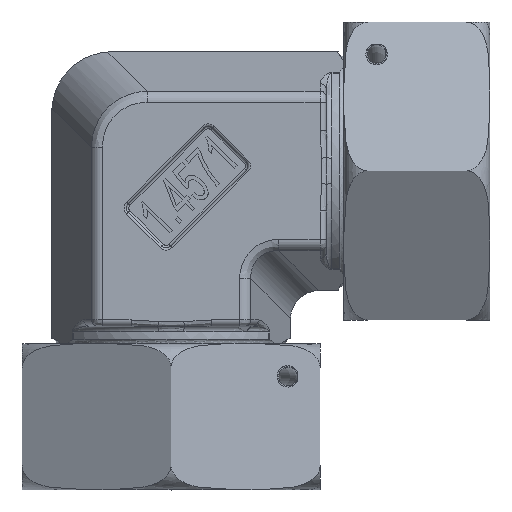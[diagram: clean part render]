
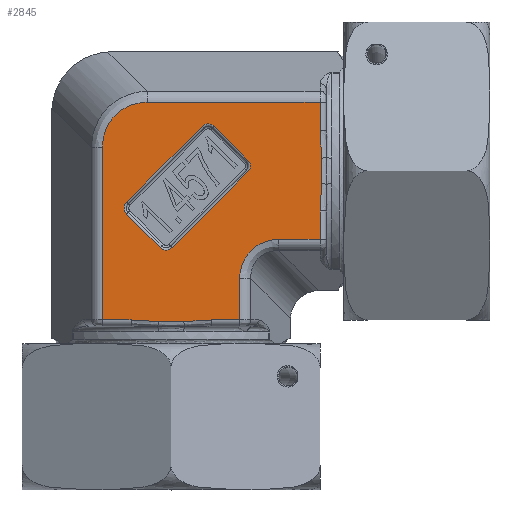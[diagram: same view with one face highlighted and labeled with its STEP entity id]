
A CAD part, top view. The second image highlights one B-rep face of the part: STEP entity #2845.
In plain terms, the highlighted planar face has unit normal (0, 0, 1).
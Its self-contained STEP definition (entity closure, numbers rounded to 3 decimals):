
#224=ELLIPSE('',#13491,7.873,7.);
#225=ELLIPSE('',#13492,8.998,8.);
#1461=LINE('',#23632,#2127);
#1462=LINE('',#23637,#2128);
#1463=LINE('',#23641,#2129);
#1464=LINE('',#23645,#2130);
#1465=LINE('',#23657,#2131);
#1466=LINE('',#23659,#2132);
#1467=LINE('',#23663,#2133);
#1468=LINE('',#23665,#2134);
#1469=LINE('',#23688,#2135);
#1470=LINE('',#23690,#2136);
#1471=LINE('',#23694,#2137);
#1472=LINE('',#23696,#2138);
#2127=VECTOR('',#15376,1.);
#2128=VECTOR('',#15379,1.);
#2129=VECTOR('',#15382,1.);
#2130=VECTOR('',#15385,1.);
#2131=VECTOR('',#15388,1.);
#2132=VECTOR('',#15389,1.);
#2133=VECTOR('',#15392,1.);
#2134=VECTOR('',#15393,1.);
#2135=VECTOR('',#15394,1.);
#2136=VECTOR('',#15395,1.);
#2137=VECTOR('',#15398,1.);
#2138=VECTOR('',#15399,1.);
#2845=ADVANCED_FACE('',(#3979,#3980),#3503,.T.);
#3503=PLANE('',#13493);
#3693=CIRCLE('',#13487,1.4);
#3694=CIRCLE('',#13488,1.4);
#3695=CIRCLE('',#13489,1.4);
#3696=CIRCLE('',#13490,1.4);
#3979=FACE_BOUND('',#4573,.T.);
#3980=FACE_BOUND('',#4574,.T.);
#4573=EDGE_LOOP('',(#7450,#7451,#7452,#7453,#7454,#7455,#7456,#7457));
#4574=EDGE_LOOP('',(#7458,#7459,#7460,#7461,#7462,#7463,#7464,#7465,#7466,
#7467,#7468,#7469,#7470,#7471,#7472,#7473));
#7450=ORIENTED_EDGE('',*,*,#11340,.T.);
#7451=ORIENTED_EDGE('',*,*,#11341,.T.);
#7452=ORIENTED_EDGE('',*,*,#11342,.T.);
#7453=ORIENTED_EDGE('',*,*,#11343,.T.);
#7454=ORIENTED_EDGE('',*,*,#11344,.T.);
#7455=ORIENTED_EDGE('',*,*,#11345,.T.);
#7456=ORIENTED_EDGE('',*,*,#11346,.T.);
#7457=ORIENTED_EDGE('',*,*,#11347,.T.);
#7458=ORIENTED_EDGE('',*,*,#11348,.T.);
#7459=ORIENTED_EDGE('',*,*,#11349,.T.);
#7460=ORIENTED_EDGE('',*,*,#11350,.T.);
#7461=ORIENTED_EDGE('',*,*,#11351,.T.);
#7462=ORIENTED_EDGE('',*,*,#11352,.T.);
#7463=ORIENTED_EDGE('',*,*,#11353,.T.);
#7464=ORIENTED_EDGE('',*,*,#11354,.T.);
#7465=ORIENTED_EDGE('',*,*,#11355,.T.);
#7466=ORIENTED_EDGE('',*,*,#11356,.T.);
#7467=ORIENTED_EDGE('',*,*,#11357,.T.);
#7468=ORIENTED_EDGE('',*,*,#11358,.T.);
#7469=ORIENTED_EDGE('',*,*,#11359,.F.);
#7470=ORIENTED_EDGE('',*,*,#11360,.F.);
#7471=ORIENTED_EDGE('',*,*,#11361,.T.);
#7472=ORIENTED_EDGE('',*,*,#11362,.T.);
#7473=ORIENTED_EDGE('',*,*,#11363,.T.);
#9680=VERTEX_POINT('',#23633);
#9681=VERTEX_POINT('',#23634);
#9682=VERTEX_POINT('',#23636);
#9683=VERTEX_POINT('',#23638);
#9684=VERTEX_POINT('',#23640);
#9685=VERTEX_POINT('',#23642);
#9686=VERTEX_POINT('',#23644);
#9687=VERTEX_POINT('',#23646);
#9688=VERTEX_POINT('',#23655);
#9689=VERTEX_POINT('',#23656);
#9690=VERTEX_POINT('',#23658);
#9691=VERTEX_POINT('',#23660);
#9692=VERTEX_POINT('',#23662);
#9693=VERTEX_POINT('',#23664);
#9694=VERTEX_POINT('',#23666);
#9695=VERTEX_POINT('',#23674);
#9696=VERTEX_POINT('',#23679);
#9697=VERTEX_POINT('',#23687);
#9698=VERTEX_POINT('',#23689);
#9699=VERTEX_POINT('',#23691);
#9700=VERTEX_POINT('',#23693);
#9701=VERTEX_POINT('',#23695);
#9702=VERTEX_POINT('',#23697);
#9703=VERTEX_POINT('',#23705);
#11340=EDGE_CURVE('',#9680,#9681,#1461,.T.);
#11341=EDGE_CURVE('',#9681,#9682,#3693,.T.);
#11342=EDGE_CURVE('',#9682,#9683,#1462,.T.);
#11343=EDGE_CURVE('',#9683,#9684,#3694,.T.);
#11344=EDGE_CURVE('',#9684,#9685,#1463,.T.);
#11345=EDGE_CURVE('',#9685,#9686,#3695,.T.);
#11346=EDGE_CURVE('',#9686,#9687,#1464,.T.);
#11347=EDGE_CURVE('',#9687,#9680,#3696,.T.);
#11348=EDGE_CURVE('',#9688,#9689,#12802,.T.);
#11349=EDGE_CURVE('',#9689,#9690,#1465,.T.);
#11350=EDGE_CURVE('',#9690,#9691,#1466,.T.);
#11351=EDGE_CURVE('',#9691,#9692,#224,.T.);
#11352=EDGE_CURVE('',#9692,#9693,#1467,.T.);
#11353=EDGE_CURVE('',#9693,#9694,#1468,.T.);
#11354=EDGE_CURVE('',#9694,#9695,#12803,.T.);
#11355=EDGE_CURVE('',#9695,#9696,#12804,.T.);
#11356=EDGE_CURVE('',#9696,#9697,#12805,.T.);
#11357=EDGE_CURVE('',#9697,#9698,#1469,.T.);
#11358=EDGE_CURVE('',#9698,#9699,#1470,.T.);
#11359=EDGE_CURVE('',#9700,#9699,#225,.T.);
#11360=EDGE_CURVE('',#9701,#9700,#1471,.T.);
#11361=EDGE_CURVE('',#9701,#9702,#1472,.T.);
#11362=EDGE_CURVE('',#9702,#9703,#12806,.T.);
#11363=EDGE_CURVE('',#9703,#9688,#12807,.T.);
#12802=B_SPLINE_CURVE_WITH_KNOTS('',3,(#23648,#23649,#23650,#23651,#23652,
#23653,#23654),.UNSPECIFIED.,.F.,.F.,(4,3,4),(0.,0.875,1.),
 .UNSPECIFIED.);
#12803=B_SPLINE_CURVE_WITH_KNOTS('',3,(#23667,#23668,#23669,#23670,#23671,
#23672,#23673),.UNSPECIFIED.,.F.,.F.,(4,3,4),(0.,0.125,1.),
 .UNSPECIFIED.);
#12804=B_SPLINE_CURVE_WITH_KNOTS('',3,(#23675,#23676,#23677,#23678),
 .UNSPECIFIED.,.F.,.F.,(4,4),(0.,1.),.UNSPECIFIED.);
#12805=B_SPLINE_CURVE_WITH_KNOTS('',3,(#23680,#23681,#23682,#23683,#23684,
#23685,#23686),.UNSPECIFIED.,.F.,.F.,(4,3,4),(0.,0.123,1.),
 .UNSPECIFIED.);
#12806=B_SPLINE_CURVE_WITH_KNOTS('',3,(#23698,#23699,#23700,#23701,#23702,
#23703,#23704),.UNSPECIFIED.,.F.,.F.,(4,3,4),(0.,0.877,1.),
 .UNSPECIFIED.);
#12807=B_SPLINE_CURVE_WITH_KNOTS('',3,(#23706,#23707,#23708,#23709),
 .UNSPECIFIED.,.F.,.F.,(4,4),(0.,1.),.UNSPECIFIED.);
#13487=AXIS2_PLACEMENT_3D('',#23635,#15377,#15378);
#13488=AXIS2_PLACEMENT_3D('',#23639,#15380,#15381);
#13489=AXIS2_PLACEMENT_3D('',#23643,#15383,#15384);
#13490=AXIS2_PLACEMENT_3D('',#23647,#15386,#15387);
#13491=AXIS2_PLACEMENT_3D('',#23661,#15390,#15391);
#13492=AXIS2_PLACEMENT_3D('',#23692,#15396,#15397);
#13493=AXIS2_PLACEMENT_3D('',#23710,#15400,#15401);
#15376=DIRECTION('',(-0.707,-0.707,0.));
#15377=DIRECTION('',(0.,0.,-1.));
#15378=DIRECTION('',(1.,0.,0.));
#15379=DIRECTION('',(-0.707,0.707,0.));
#15380=DIRECTION('',(0.,0.,-1.));
#15381=DIRECTION('',(1.,0.,0.));
#15382=DIRECTION('',(0.707,0.707,0.));
#15383=DIRECTION('',(0.,0.,-1.));
#15384=DIRECTION('',(1.,0.,0.));
#15385=DIRECTION('',(0.707,-0.707,0.));
#15386=DIRECTION('',(0.,0.,-1.));
#15387=DIRECTION('',(1.,0.,0.));
#15388=DIRECTION('',(1.,0.,0.));
#15389=DIRECTION('',(0.,1.,0.));
#15390=DIRECTION('',(0.,0.,-1.));
#15391=DIRECTION('',(0.707,-0.707,0.));
#15392=DIRECTION('',(1.,0.,0.));
#15393=DIRECTION('',(0.,1.,0.));
#15394=DIRECTION('',(0.,1.,0.));
#15395=DIRECTION('',(-1.,0.,0.));
#15396=DIRECTION('',(0.,0.,-1.));
#15397=DIRECTION('',(-0.707,0.707,0.));
#15398=DIRECTION('',(0.,1.,0.));
#15399=DIRECTION('',(1.,0.,0.));
#15400=DIRECTION('',(0.,0.,1.));
#15401=DIRECTION('',(1.,0.,0.));
#23632=CARTESIAN_POINT('',(-0.549,-13.593,20.5));
#23633=CARTESIAN_POINT('',(12.886,-0.158,20.5));
#23634=CARTESIAN_POINT('',(0.158,-12.886,20.5));
#23635=CARTESIAN_POINT('',(-0.832,-11.896,20.5));
#23636=CARTESIAN_POINT('',(-1.821,-12.886,20.5));
#23637=CARTESIAN_POINT('',(-8.185,-6.522,20.5));
#23638=CARTESIAN_POINT('',(-7.478,-7.23,20.5));
#23639=CARTESIAN_POINT('',(-6.488,-6.24,20.5));
#23640=CARTESIAN_POINT('',(-7.478,-5.25,20.5));
#23641=CARTESIAN_POINT('',(5.957,8.185,20.5));
#23642=CARTESIAN_POINT('',(5.25,7.478,20.5));
#23643=CARTESIAN_POINT('',(6.24,6.488,20.5));
#23644=CARTESIAN_POINT('',(7.23,7.478,20.5));
#23645=CARTESIAN_POINT('',(13.593,1.114,20.5));
#23646=CARTESIAN_POINT('',(12.886,1.821,20.5));
#23647=CARTESIAN_POINT('',(11.896,0.832,20.5));
#23648=CARTESIAN_POINT('',(2.157,-25.271,20.5));
#23649=CARTESIAN_POINT('',(3.487,-25.186,20.5));
#23650=CARTESIAN_POINT('',(4.815,-25.044,20.5));
#23651=CARTESIAN_POINT('',(6.148,-25.008,20.5));
#23652=CARTESIAN_POINT('',(6.338,-25.003,20.5));
#23653=CARTESIAN_POINT('',(6.528,-25.,20.5));
#23654=CARTESIAN_POINT('',(6.719,-25.,20.5));
#23655=CARTESIAN_POINT('',(2.157,-25.271,20.5));
#23656=CARTESIAN_POINT('',(6.719,-25.,20.5));
#23657=CARTESIAN_POINT('',(6.549,-25.,20.5));
#23658=CARTESIAN_POINT('',(11.502,-25.,20.5));
#23659=CARTESIAN_POINT('',(11.502,12.903,20.5));
#23660=CARTESIAN_POINT('',(11.502,-18.08,20.5));
#23661=CARTESIAN_POINT('',(18.951,-18.951,20.5));
#23662=CARTESIAN_POINT('',(18.08,-11.502,20.5));
#23663=CARTESIAN_POINT('',(6.549,-11.502,20.5));
#23664=CARTESIAN_POINT('',(25.,-11.502,20.5));
#23665=CARTESIAN_POINT('',(25.,-2.267,20.5));
#23666=CARTESIAN_POINT('',(25.,-6.719,20.5));
#23667=CARTESIAN_POINT('',(25.,-6.719,20.5));
#23668=CARTESIAN_POINT('',(25.,-6.528,20.5));
#23669=CARTESIAN_POINT('',(25.003,-6.338,20.5));
#23670=CARTESIAN_POINT('',(25.008,-6.148,20.5));
#23671=CARTESIAN_POINT('',(25.044,-4.815,20.5));
#23672=CARTESIAN_POINT('',(25.186,-3.487,20.5));
#23673=CARTESIAN_POINT('',(25.271,-2.157,20.5));
#23674=CARTESIAN_POINT('',(25.271,-2.157,20.5));
#23675=CARTESIAN_POINT('',(25.271,-2.157,20.5));
#23676=CARTESIAN_POINT('',(25.363,-0.719,20.5));
#23677=CARTESIAN_POINT('',(25.363,0.719,20.5));
#23678=CARTESIAN_POINT('',(25.271,2.157,20.5));
#23679=CARTESIAN_POINT('',(25.271,2.157,20.5));
#23680=CARTESIAN_POINT('',(25.271,2.157,20.5));
#23681=CARTESIAN_POINT('',(25.259,2.344,20.5));
#23682=CARTESIAN_POINT('',(25.246,2.531,20.5));
#23683=CARTESIAN_POINT('',(25.233,2.719,20.5));
#23684=CARTESIAN_POINT('',(25.135,4.051,20.5));
#23685=CARTESIAN_POINT('',(25.,5.383,20.5));
#23686=CARTESIAN_POINT('',(25.,6.719,20.5));
#23687=CARTESIAN_POINT('',(25.,6.719,20.5));
#23688=CARTESIAN_POINT('',(25.,11.502,20.5));
#23689=CARTESIAN_POINT('',(25.,11.502,20.5));
#23690=CARTESIAN_POINT('',(6.549,11.502,20.5));
#23691=CARTESIAN_POINT('',(-3.985,11.502,20.5));
#23692=CARTESIAN_POINT('',(-2.989,2.989,20.5));
#23693=CARTESIAN_POINT('',(-11.502,3.985,20.5));
#23694=CARTESIAN_POINT('',(-11.502,12.903,20.5));
#23695=CARTESIAN_POINT('',(-11.502,-25.,20.5));
#23696=CARTESIAN_POINT('',(6.549,-25.,20.5));
#23697=CARTESIAN_POINT('',(-6.719,-25.,20.5));
#23698=CARTESIAN_POINT('',(-6.719,-25.,20.5));
#23699=CARTESIAN_POINT('',(-5.383,-25.,20.5));
#23700=CARTESIAN_POINT('',(-4.051,-25.135,20.5));
#23701=CARTESIAN_POINT('',(-2.719,-25.233,20.5));
#23702=CARTESIAN_POINT('',(-2.531,-25.246,20.5));
#23703=CARTESIAN_POINT('',(-2.344,-25.259,20.5));
#23704=CARTESIAN_POINT('',(-2.157,-25.271,20.5));
#23705=CARTESIAN_POINT('',(-2.157,-25.271,20.5));
#23706=CARTESIAN_POINT('',(-2.157,-25.271,20.5));
#23707=CARTESIAN_POINT('',(-0.719,-25.363,20.5));
#23708=CARTESIAN_POINT('',(0.719,-25.363,20.5));
#23709=CARTESIAN_POINT('',(2.157,-25.271,20.5));
#23710=CARTESIAN_POINT('',(6.549,12.903,20.5));
